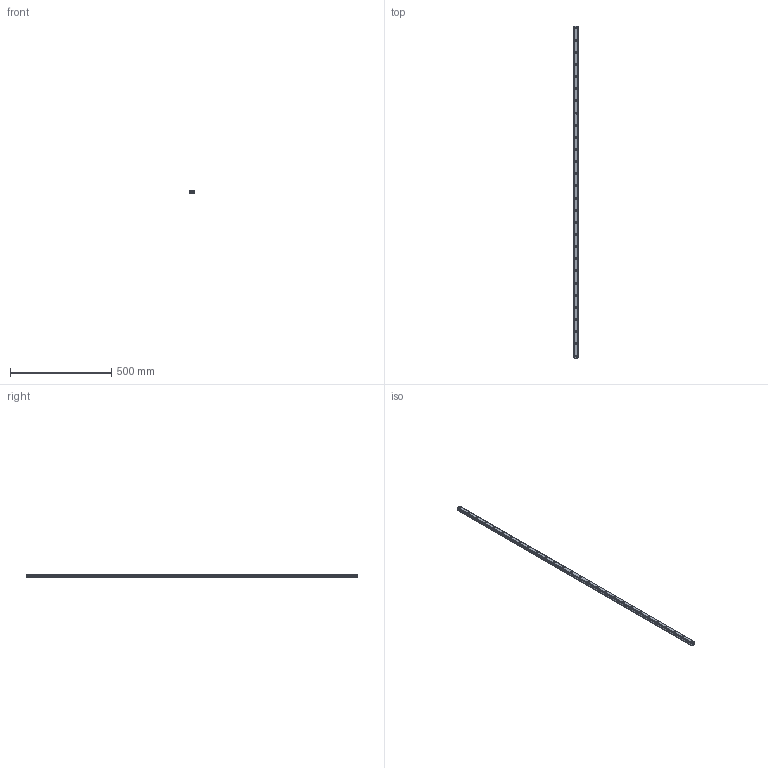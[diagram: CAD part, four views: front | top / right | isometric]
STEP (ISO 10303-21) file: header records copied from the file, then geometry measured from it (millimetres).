
FILE_DESCRIPTION(('STEP AP214'),'1');
FILE_NAME('cctmp_37AB596F-C372-417C-8769-4F8E811EE013_2020_5_18_11_10_19_73..stp','2020-05-18T09:10:19',('HIWIN GmbH'),('CADClick - www.CADClick.com'),'Spatial InterOp 3D',' ','unknown authorization');
FILE_SCHEMA(('AUTOMOTIVE_DESIGN'));
Length unit declared in the file: millimetre
Products named in the file (1): HGR20R1640H_FILE
Bounding box: 20 x 1640 x 17.5 mm (x, y, z)
Volume: 468330 mm3; surface area: 139658.8 mm2
Topology: 1 solids, 1 shells, 359 faces, 807 edges, 538 vertices
Faces by surface type: cylinder 190, plane 169
Entity records: 13057 total; most frequent: DIRECTION 1907, CARTESIAN_POINT 1705, ORIENTED_EDGE 1614, EDGE_CURVE 807, AXIS2_PLACEMENT_3D 740, VERTEX_POINT 538, EDGE_LOOP 447, LINE 427
